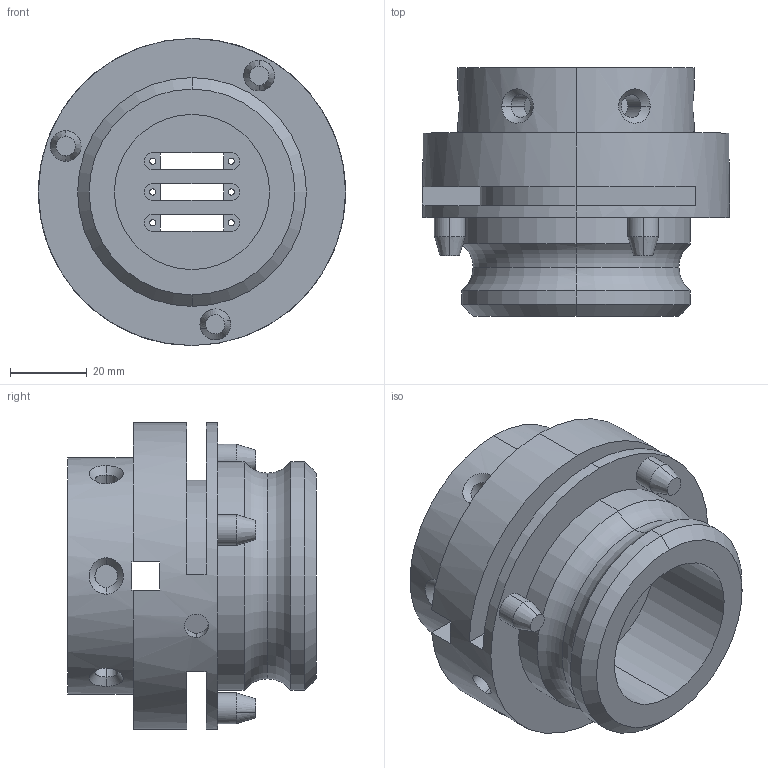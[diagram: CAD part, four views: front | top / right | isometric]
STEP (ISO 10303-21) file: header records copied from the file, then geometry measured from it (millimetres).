
FILE_DESCRIPTION (( 'STEP AP203' ), '1' );
FILE_NAME ('BIg_gripper_tool_attachment.STEP', '2025-03-30T19:20:45', ( '' ), ( '' ), 'SwSTEP 2.0', 'SolidWorks 2023', '' );
FILE_SCHEMA (( 'CONFIG_CONTROL_DESIGN' ));
Length unit declared in the file: millimetre
Products named in the file (1): BIg_gripper_tool_attachment
Bounding box: 80 x 64.7 x 80 mm (x, y, z)
Volume: 144732.2 mm3; surface area: 38581.2 mm2
Topology: 1 solids, 1 shells, 137 faces, 352 edges, 226 vertices
Faces by surface type: plane 62, cylinder 51, bspline 14, cone 6, torus 4
Entity records: 10473 total; most frequent: CARTESIAN_POINT 7054, ORIENTED_EDGE 704, DIRECTION 670, EDGE_CURVE 352, AXIS2_PLACEMENT_3D 246, VERTEX_POINT 226, VECTOR 178, LINE 178
